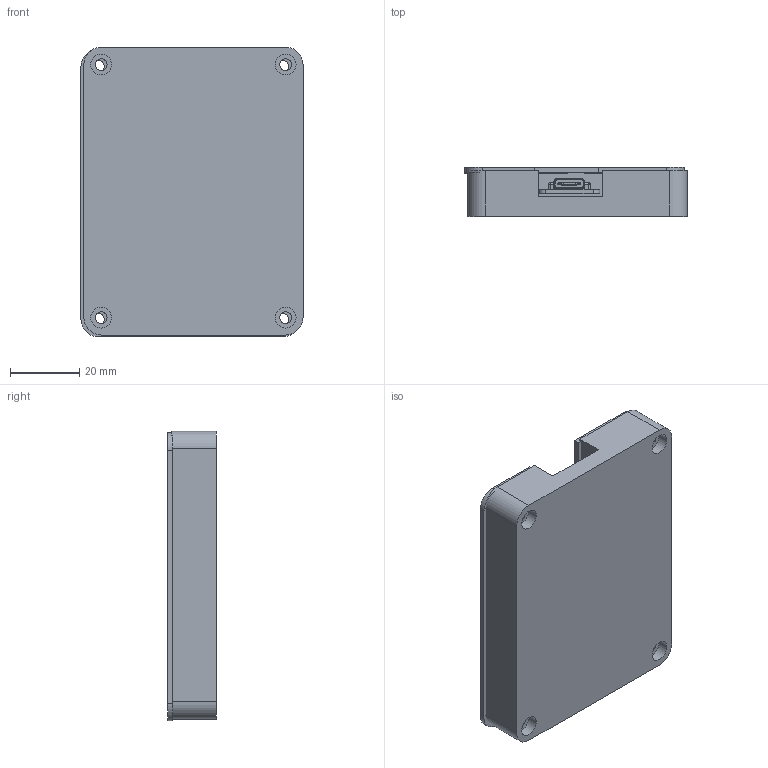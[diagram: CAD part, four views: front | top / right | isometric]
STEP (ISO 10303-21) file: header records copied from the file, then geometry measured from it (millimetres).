
FILE_DESCRIPTION(/* description */ (''),/* implementation_level */ '2;1');
FILE_NAME(/* name */ 'CAD.step',/* time_stamp */ '2026-02-03T20:48:22+05:30',/* author */ (''),/* organization */ (''),/* preprocessor_version */ 'ST-DEVELOPER v20.1',/* originating_system */ 'Autodesk Translation Framework v14.24.0.0',/* authorisation */ '');
FILE_SCHEMA (('AUTOMOTIVE_DESIGN { 1 0 10303 214 3 1 1 }'));
Length unit declared in the file: millimetre
Products named in the file (14): 2026-02-03-20-25-17-797; 2026-02-03-13-53-59-911; seeed-studio-xiao-rp2040-v26; main; type-c v2; smd_button v3; SK6805-2.4x2.7 v1; Shell; DOUT; DIN; VSS; VDD; smd_button v3(Mirror); 2026-02-03-18-00-08-710
Assembly tree (12 placements, depth 5):
  2026-02-03-20-25-17-797
    seeed-studio-xiao-rp2040-v26
      main
        type-c v2
        smd_button v3
        SK6805-2.4x2.7 v1
          Shell
          DOUT
          DIN
          VSS
          VDD
        smd_button v3(Mirror)
    2026-02-03-18-00-08-710
  2026-02-03-13-53-59-911
Bounding box: 64.05 x 14 x 83.5 mm (x, y, z)
Volume: 44168.6 mm3; surface area: 27420.2 mm2
Topology: 85 solids, 85 shells, 1499 faces, 3850 edges, 2528 vertices
Faces by surface type: plane 927, bspline 333, cylinder 211, torus 12, sphere 10, cone 6
Full cylindrical faces by diameter (mm): 0.4 x1, 0.5 x2, 0.8 x14, 1.5 x2, 2 x1, 3.4 x8, 6 x4
Entity records: 47567 total; most frequent: CARTESIAN_POINT 12861, ORIENTED_EDGE 7684, DIRECTION 6006, EDGE_CURVE 3842, LINE 2734, VECTOR 2734, VERTEX_POINT 2528, AXIS2_PLACEMENT_3D 1636
